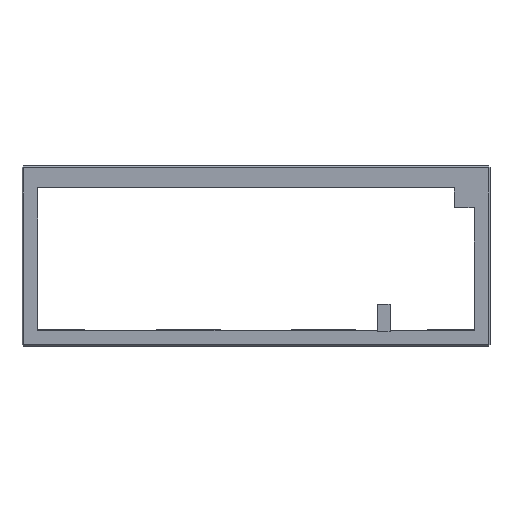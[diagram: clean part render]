
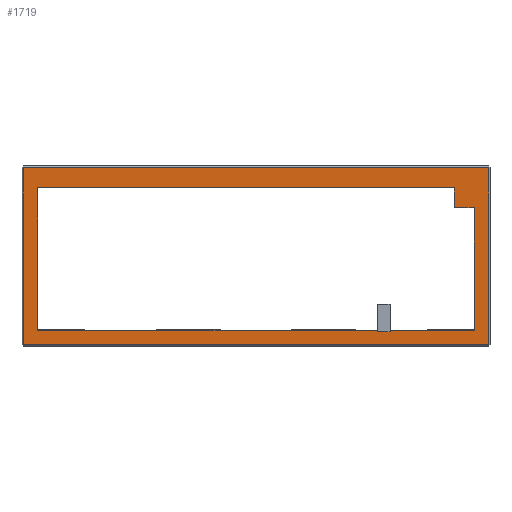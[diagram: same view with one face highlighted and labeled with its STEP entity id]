
A CAD part, top view. The second image highlights one B-rep face of the part: STEP entity #1719.
In plain terms, the highlighted planar face has unit normal (0, -0.059, 0.998).
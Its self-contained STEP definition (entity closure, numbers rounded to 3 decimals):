
#39=FACE_BOUND('',#159,.T.);
#63=FACE_OUTER_BOUND('',#158,.T.);
#158=EDGE_LOOP('',(#1174,#1175,#1176,#1177));
#159=EDGE_LOOP('',(#1178,#1179,#1180,#1181,#1182,#1183,#1184,#1185,#1186,
#1187,#1188,#1189));
#267=LINE('',#2422,#499);
#275=LINE('',#2438,#507);
#277=LINE('',#2441,#509);
#279=LINE('',#2444,#511);
#283=LINE('',#2453,#515);
#284=LINE('',#2455,#516);
#285=LINE('',#2457,#517);
#286=LINE('',#2459,#518);
#287=LINE('',#2461,#519);
#288=LINE('',#2463,#520);
#289=LINE('',#2465,#521);
#290=LINE('',#2467,#522);
#291=LINE('',#2469,#523);
#292=LINE('',#2471,#524);
#293=LINE('',#2473,#525);
#294=LINE('',#2474,#526);
#499=VECTOR('',#1959,10.);
#507=VECTOR('',#1973,10.);
#509=VECTOR('',#1977,10.);
#511=VECTOR('',#1981,10.);
#515=VECTOR('',#1991,10.);
#516=VECTOR('',#1992,10.);
#517=VECTOR('',#1993,10.);
#518=VECTOR('',#1994,10.);
#519=VECTOR('',#1995,10.);
#520=VECTOR('',#1996,10.);
#521=VECTOR('',#1997,10.);
#522=VECTOR('',#1998,10.);
#523=VECTOR('',#1999,10.);
#524=VECTOR('',#2000,10.);
#525=VECTOR('',#2001,10.);
#526=VECTOR('',#2002,10.);
#714=VERTEX_POINT('',#2384);
#719=VERTEX_POINT('',#2397);
#724=VERTEX_POINT('',#2410);
#729=VERTEX_POINT('',#2426);
#733=VERTEX_POINT('',#2451);
#734=VERTEX_POINT('',#2452);
#735=VERTEX_POINT('',#2454);
#736=VERTEX_POINT('',#2456);
#737=VERTEX_POINT('',#2458);
#738=VERTEX_POINT('',#2460);
#739=VERTEX_POINT('',#2462);
#740=VERTEX_POINT('',#2464);
#741=VERTEX_POINT('',#2466);
#742=VERTEX_POINT('',#2468);
#743=VERTEX_POINT('',#2470);
#744=VERTEX_POINT('',#2472);
#892=EDGE_CURVE('',#714,#724,#267,.T.);
#900=EDGE_CURVE('',#724,#729,#275,.T.);
#902=EDGE_CURVE('',#729,#719,#277,.T.);
#904=EDGE_CURVE('',#719,#714,#279,.T.);
#908=EDGE_CURVE('',#733,#734,#283,.T.);
#909=EDGE_CURVE('',#733,#735,#284,.T.);
#910=EDGE_CURVE('',#735,#736,#285,.T.);
#911=EDGE_CURVE('',#736,#737,#286,.T.);
#912=EDGE_CURVE('',#738,#737,#287,.T.);
#913=EDGE_CURVE('',#738,#739,#288,.T.);
#914=EDGE_CURVE('',#739,#740,#289,.T.);
#915=EDGE_CURVE('',#740,#741,#290,.T.);
#916=EDGE_CURVE('',#741,#742,#291,.T.);
#917=EDGE_CURVE('',#742,#743,#292,.T.);
#918=EDGE_CURVE('',#743,#744,#293,.T.);
#919=EDGE_CURVE('',#744,#734,#294,.T.);
#1174=ORIENTED_EDGE('',*,*,#892,.F.);
#1175=ORIENTED_EDGE('',*,*,#904,.F.);
#1176=ORIENTED_EDGE('',*,*,#902,.F.);
#1177=ORIENTED_EDGE('',*,*,#900,.F.);
#1178=ORIENTED_EDGE('',*,*,#908,.F.);
#1179=ORIENTED_EDGE('',*,*,#909,.T.);
#1180=ORIENTED_EDGE('',*,*,#910,.T.);
#1181=ORIENTED_EDGE('',*,*,#911,.T.);
#1182=ORIENTED_EDGE('',*,*,#912,.F.);
#1183=ORIENTED_EDGE('',*,*,#913,.T.);
#1184=ORIENTED_EDGE('',*,*,#914,.T.);
#1185=ORIENTED_EDGE('',*,*,#915,.T.);
#1186=ORIENTED_EDGE('',*,*,#916,.T.);
#1187=ORIENTED_EDGE('',*,*,#917,.T.);
#1188=ORIENTED_EDGE('',*,*,#918,.T.);
#1189=ORIENTED_EDGE('',*,*,#919,.T.);
#1632=PLANE('',#1828);
#1719=ADVANCED_FACE('',(#63,#39),#1632,.T.);
#1828=AXIS2_PLACEMENT_3D('',#2450,#1989,#1990);
#1959=DIRECTION('',(0.,0.998,0.059));
#1973=DIRECTION('',(1.,0.,0.));
#1977=DIRECTION('',(0.,-0.998,-0.059));
#1981=DIRECTION('',(-1.,0.,0.));
#1989=DIRECTION('center_axis',(0.,-0.059,0.998));
#1990=DIRECTION('ref_axis',(0.,0.998,0.059));
#1991=DIRECTION('',(0.,0.998,0.059));
#1992=DIRECTION('',(0.,-0.998,-0.059));
#1993=DIRECTION('',(-1.,0.,0.));
#1994=DIRECTION('',(0.,0.998,0.059));
#1995=DIRECTION('',(0.,-0.998,-0.059));
#1996=DIRECTION('',(-1.,0.,0.));
#1997=DIRECTION('',(0.,0.998,0.059));
#1998=DIRECTION('',(1.,0.,0.));
#1999=DIRECTION('',(0.,-0.998,-0.059));
#2000=DIRECTION('',(1.,0.,0.));
#2001=DIRECTION('',(0.,-0.998,-0.059));
#2002=DIRECTION('',(-1.,0.,0.));
#2384=CARTESIAN_POINT('',(-49.,75.468,12.543));
#2397=CARTESIAN_POINT('',(277.,75.468,12.543));
#2410=CARTESIAN_POINT('',(-49.,199.476,19.859));
#2422=CARTESIAN_POINT('',(-49.,105.919,14.34));
#2426=CARTESIAN_POINT('',(277.,199.476,19.859));
#2438=CARTESIAN_POINT('',(278.,199.476,19.859));
#2441=CARTESIAN_POINT('',(277.,105.919,14.34));
#2444=CARTESIAN_POINT('',(114.,75.468,12.543));
#2450=CARTESIAN_POINT('Origin',(278.,74.47,12.484));
#2451=CARTESIAN_POINT('',(208.,84.759,13.091));
#2452=CARTESIAN_POINT('',(208.,85.47,13.133));
#2453=CARTESIAN_POINT('',(208.,84.291,13.064));
#2454=CARTESIAN_POINT('',(208.,84.759,13.091));
#2455=CARTESIAN_POINT('',(208.,79.614,12.788));
#2456=CARTESIAN_POINT('',(199.,84.759,13.091));
#2457=CARTESIAN_POINT('',(238.5,84.759,13.091));
#2458=CARTESIAN_POINT('',(199.,84.759,13.091));
#2459=CARTESIAN_POINT('',(199.,89.114,13.348));
#2460=CARTESIAN_POINT('',(199.,85.47,13.133));
#2461=CARTESIAN_POINT('',(199.,84.291,13.064));
#2462=CARTESIAN_POINT('',(-39.,85.47,13.133));
#2463=CARTESIAN_POINT('',(-39.,85.47,13.133));
#2464=CARTESIAN_POINT('',(-39.,185.473,19.033));
#2465=CARTESIAN_POINT('',(-39.,74.47,12.484));
#2466=CARTESIAN_POINT('',(253.,185.473,19.033));
#2467=CARTESIAN_POINT('',(-39.,185.473,19.033));
#2468=CARTESIAN_POINT('',(253.,171.497,18.209));
#2469=CARTESIAN_POINT('',(253.,185.473,19.033));
#2470=CARTESIAN_POINT('',(267.,171.497,18.209));
#2471=CARTESIAN_POINT('',(267.,171.497,18.209));
#2472=CARTESIAN_POINT('',(267.,85.47,13.133));
#2473=CARTESIAN_POINT('',(267.,74.47,12.484));
#2474=CARTESIAN_POINT('',(-39.,85.47,13.133));
